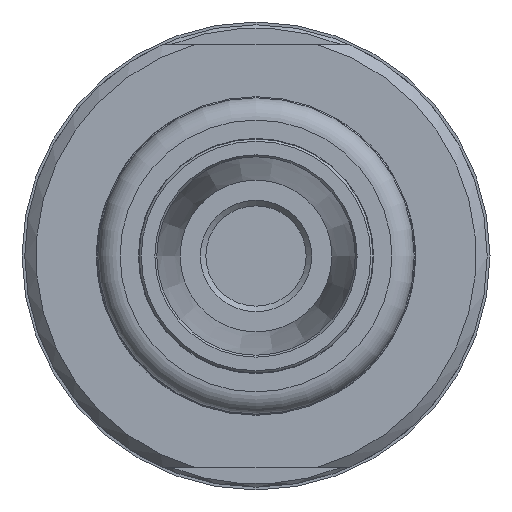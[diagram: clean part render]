
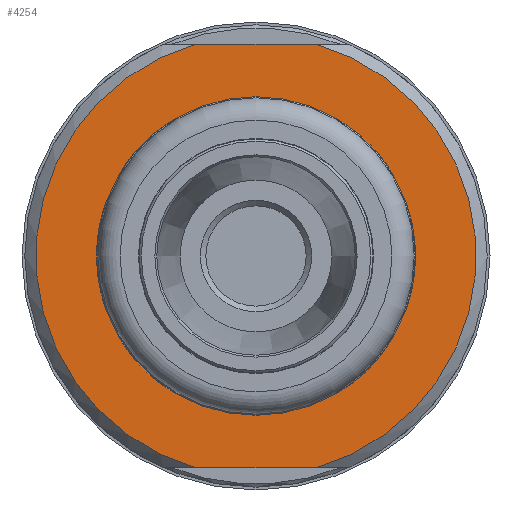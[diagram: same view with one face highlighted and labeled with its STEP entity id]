
A CAD part, left-side view. The second image highlights one B-rep face of the part: STEP entity #4254.
In plain terms, the highlighted planar face has unit normal (-1, 0, 0).
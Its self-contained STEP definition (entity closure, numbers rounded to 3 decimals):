
#151=FACE_BOUND('',#1565,.T.);
#603=LINE('',#6790,#966);
#604=LINE('',#6792,#967);
#966=VECTOR('',#5320,10.);
#967=VECTOR('',#5321,10.);
#1299=FACE_OUTER_BOUND('',#1564,.T.);
#1564=EDGE_LOOP('',(#3377,#3378,#3379,#3380));
#1565=EDGE_LOOP('',(#3381));
#1767=CIRCLE('',#4576,19.75);
#1768=CIRCLE('',#4578,19.75);
#1769=CIRCLE('',#4579,8.1);
#2047=VERTEX_POINT('',#6776);
#2050=VERTEX_POINT('',#6783);
#2051=VERTEX_POINT('',#6789);
#2052=VERTEX_POINT('',#6791);
#2053=VERTEX_POINT('',#6794);
#2524=EDGE_CURVE('',#2050,#2047,#1767,.T.);
#2525=EDGE_CURVE('',#2051,#2047,#603,.T.);
#2526=EDGE_CURVE('',#2050,#2052,#604,.T.);
#2527=EDGE_CURVE('',#2051,#2052,#1768,.T.);
#2528=EDGE_CURVE('',#2053,#2053,#1769,.T.);
#3377=ORIENTED_EDGE('',*,*,#2525,.T.);
#3378=ORIENTED_EDGE('',*,*,#2524,.F.);
#3379=ORIENTED_EDGE('',*,*,#2526,.T.);
#3380=ORIENTED_EDGE('',*,*,#2527,.F.);
#3381=ORIENTED_EDGE('',*,*,#2528,.T.);
#4061=PLANE('',#4577);
#4254=ADVANCED_FACE('',(#1299,#151),#4061,.T.);
#4576=AXIS2_PLACEMENT_3D('',#6787,#5316,#5317);
#4577=AXIS2_PLACEMENT_3D('',#6788,#5318,#5319);
#4578=AXIS2_PLACEMENT_3D('',#6793,#5322,#5323);
#4579=AXIS2_PLACEMENT_3D('',#6795,#5324,#5325);
#5316=DIRECTION('center_axis',(1.,0.,0.));
#5317=DIRECTION('ref_axis',(0.,1.,0.));
#5318=DIRECTION('center_axis',(-1.,0.,0.));
#5319=DIRECTION('ref_axis',(0.,0.,1.));
#5320=DIRECTION('',(0.,-1.,0.));
#5321=DIRECTION('',(0.,1.,0.));
#5322=DIRECTION('center_axis',(1.,0.,0.));
#5323=DIRECTION('ref_axis',(0.,1.,0.));
#5324=DIRECTION('center_axis',(1.,0.,0.));
#5325=DIRECTION('ref_axis',(0.,1.,0.));
#6776=CARTESIAN_POINT('',(-85.,-5.391,-19.));
#6783=CARTESIAN_POINT('',(-85.,-5.391,19.));
#6787=CARTESIAN_POINT('Origin',(-85.,0.,0.));
#6788=CARTESIAN_POINT('Origin',(-85.,13.875,0.));
#6789=CARTESIAN_POINT('',(-85.,5.391,-19.));
#6790=CARTESIAN_POINT('',(-85.,1.392,-19.));
#6791=CARTESIAN_POINT('',(-85.,5.391,19.));
#6792=CARTESIAN_POINT('',(-85.,12.483,19.));
#6793=CARTESIAN_POINT('Origin',(-85.,0.,0.));
#6794=CARTESIAN_POINT('',(-85.,-8.1,0.));
#6795=CARTESIAN_POINT('Origin',(-85.,0.,0.));
